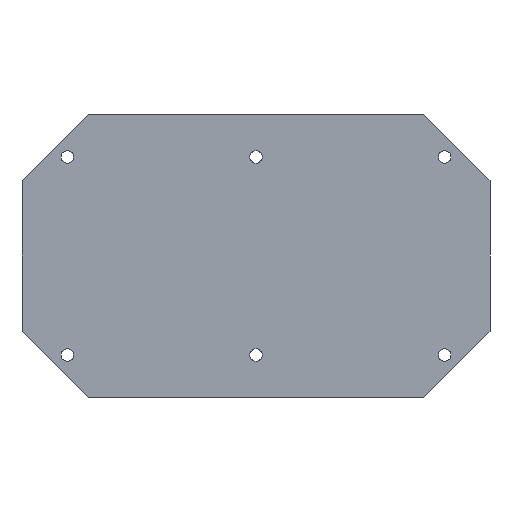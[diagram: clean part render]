
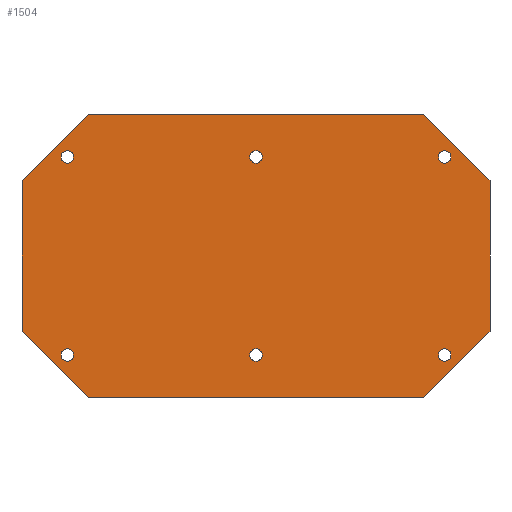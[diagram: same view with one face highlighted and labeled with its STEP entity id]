
A CAD part, front view. The second image highlights one B-rep face of the part: STEP entity #1504.
In plain terms, the highlighted planar face has unit normal (0, -1, 0).
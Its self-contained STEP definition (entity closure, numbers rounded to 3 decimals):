
#973=CARTESIAN_POINT('POINT57',(-226.06,0.,-190.5));
#974=VERTEX_POINT('VERTEX57',#973);
#981=CARTESIAN_POINT('POINT58',(-315.001,0.,-101.559
   ));
#982=VERTEX_POINT('VERTEX58',#981);
#983=CARTESIAN_POINT('POS113',(-226.06,0.,-190.5));
#984=DIRECTION('DIR192',(-0.707,0.,
   0.707));
#985=VECTOR('VEC34',#984,25.4);
#986=LINE('STRAIGHT34',#983,#985);
#987=EDGE_CURVE('EDGE82',#974,#982,#986,.T.);
#1004=CARTESIAN_POINT('POINT59',(-315.001,0.,101.559
   ));
#1005=VERTEX_POINT('VERTEX59',#1004);
#1006=CARTESIAN_POINT('POS116',(-315.001,0.,-101.559
   ));
#1007=DIRECTION('DIR196',(0.,0.,1.));
#1008=VECTOR('VEC36',#1007,25.4);
#1009=LINE('STRAIGHT36',#1006,#1008);
#1010=EDGE_CURVE('EDGE84',#982,#1005,#1009,.T.);
#1029=CARTESIAN_POINT('POINT60',(-226.06,0.,190.5));
#1030=VERTEX_POINT('VERTEX60',#1029);
#1031=CARTESIAN_POINT('POS119',(-315.001,0.,101.559)
   );
#1032=DIRECTION('DIR200',(0.707,0.,
   0.707));
#1033=VECTOR('VEC38',#1032,25.4);
#1034=LINE('STRAIGHT38',#1031,#1033);
#1035=EDGE_CURVE('EDGE86',#1005,#1030,#1034,.T.);
#1052=CARTESIAN_POINT('POINT61',(226.06,0.,190.5));
#1053=VERTEX_POINT('VERTEX61',#1052);
#1054=CARTESIAN_POINT('POS122',(-226.06,0.,190.5));
#1055=DIRECTION('DIR204',(1.,0.,0.));
#1056=VECTOR('VEC40',#1055,25.4);
#1057=LINE('STRAIGHT40',#1054,#1056);
#1058=EDGE_CURVE('EDGE88',#1030,#1053,#1057,.T.);
#1077=CARTESIAN_POINT('POINT62',(315.001,0.,101.559)
   );
#1078=VERTEX_POINT('VERTEX62',#1077);
#1079=CARTESIAN_POINT('POS125',(226.06,0.,190.5));
#1080=DIRECTION('DIR208',(0.707,0.,
   -0.707));
#1081=VECTOR('VEC42',#1080,25.4);
#1082=LINE('STRAIGHT42',#1079,#1081);
#1083=EDGE_CURVE('EDGE90',#1053,#1078,#1082,.T.);
#1100=CARTESIAN_POINT('POINT63',(315.001,0.,-101.559
   ));
#1101=VERTEX_POINT('VERTEX63',#1100);
#1102=CARTESIAN_POINT('POS128',(315.001,0.,101.559))
   ;
#1103=DIRECTION('DIR212',(0.,0.,-1.));
#1104=VECTOR('VEC44',#1103,25.4);
#1105=LINE('STRAIGHT44',#1102,#1104);
#1106=EDGE_CURVE('EDGE92',#1078,#1101,#1105,.T.);
#1125=CARTESIAN_POINT('POINT64',(226.06,0.,-190.5));
#1126=VERTEX_POINT('VERTEX64',#1125);
#1127=CARTESIAN_POINT('POS131',(315.001,0.,-101.559)
   );
#1128=DIRECTION('DIR216',(-0.707,0.,
   -0.707));
#1129=VECTOR('VEC46',#1128,25.4);
#1130=LINE('STRAIGHT46',#1127,#1129);
#1131=EDGE_CURVE('EDGE94',#1101,#1126,#1130,.T.);
#1150=CARTESIAN_POINT('POS134',(226.06,0.,-190.5));
#1151=DIRECTION('DIR220',(-1.,0.,0.));
#1152=VECTOR('VEC48',#1151,25.4);
#1153=LINE('STRAIGHT48',#1150,#1152);
#1154=EDGE_CURVE('EDGE96',#1126,#974,#1153,.T.);
#1165=CARTESIAN_POINT('POINT65',(245.669,0.,133.35));
#1166=VERTEX_POINT('VERTEX65',#1165);
#1174=CARTESIAN_POINT('POINT66',(262.331,0.,133.35));
#1175=VERTEX_POINT('VERTEX66',#1174);
#1182=CARTESIAN_POINT('POS138',(254.,0.,133.35));
#1183=DIRECTION('DIR225',(0.,1.,0.));
#1184=DIRECTION('DIR226',(-1.,0.,0.));
#1185=AXIS2_PLACEMENT_3D('AXIS88',#1182,#1183,#1184);
#1186=CIRCLE('ELLIPSE49',#1185,8.331);
#1187=EDGE_CURVE('EDGE99',#1166,#1175,#1186,.T.);
#1200=CARTESIAN_POINT('POS140',(254.,0.,133.35));
#1201=DIRECTION('DIR229',(0.,1.,0.));
#1202=DIRECTION('DIR230',(1.,0.,0.));
#1203=AXIS2_PLACEMENT_3D('AXIS90',#1200,#1201,#1202);
#1204=CIRCLE('ELLIPSE50',#1203,8.331);
#1205=EDGE_CURVE('EDGE100',#1175,#1166,#1204,.T.);
#1215=CARTESIAN_POINT('POINT67',(262.331,0.,-133.35));
#1216=VERTEX_POINT('VERTEX67',#1215);
#1224=CARTESIAN_POINT('POINT68',(245.669,0.,-133.35));
#1225=VERTEX_POINT('VERTEX68',#1224);
#1232=CARTESIAN_POINT('POS144',(254.,0.,-133.35));
#1233=DIRECTION('DIR235',(0.,-1.,0.));
#1234=DIRECTION('DIR236',(-1.,0.,0.));
#1235=AXIS2_PLACEMENT_3D('AXIS92',#1232,#1233,#1234);
#1236=CIRCLE('ELLIPSE51',#1235,8.331);
#1237=EDGE_CURVE('EDGE103',#1225,#1216,#1236,.T.);
#1250=CARTESIAN_POINT('POS146',(254.,0.,-133.35));
#1251=DIRECTION('DIR239',(0.,-1.,0.));
#1252=DIRECTION('DIR240',(1.,0.,0.));
#1253=AXIS2_PLACEMENT_3D('AXIS94',#1250,#1251,#1252);
#1254=CIRCLE('ELLIPSE52',#1253,8.331);
#1255=EDGE_CURVE('EDGE104',#1216,#1225,#1254,.T.);
#1265=CARTESIAN_POINT('POINT69',(8.331,0.,
   -133.35));
#1266=VERTEX_POINT('VERTEX69',#1265);
#1274=CARTESIAN_POINT('POINT70',(-8.331,0.,
   -133.35));
#1275=VERTEX_POINT('VERTEX70',#1274);
#1282=CARTESIAN_POINT('POS150',(0.,0.,-133.35));
#1283=DIRECTION('DIR245',(0.,-1.,0.));
#1284=DIRECTION('DIR246',(-1.,0.,0.));
#1285=AXIS2_PLACEMENT_3D('AXIS96',#1282,#1283,#1284);
#1286=CIRCLE('ELLIPSE53',#1285,8.331);
#1287=EDGE_CURVE('EDGE107',#1275,#1266,#1286,.T.);
#1300=CARTESIAN_POINT('POS152',(0.,0.,-133.35));
#1301=DIRECTION('DIR249',(0.,-1.,0.));
#1302=DIRECTION('DIR250',(1.,0.,0.));
#1303=AXIS2_PLACEMENT_3D('AXIS98',#1300,#1301,#1302);
#1304=CIRCLE('ELLIPSE54',#1303,8.331);
#1305=EDGE_CURVE('EDGE108',#1266,#1275,#1304,.T.);
#1315=CARTESIAN_POINT('POINT71',(-245.669,0.,-133.35));
#1316=VERTEX_POINT('VERTEX71',#1315);
#1324=CARTESIAN_POINT('POINT72',(-262.331,0.,-133.35));
#1325=VERTEX_POINT('VERTEX72',#1324);
#1332=CARTESIAN_POINT('POS156',(-254.,0.,-133.35));
#1333=DIRECTION('DIR255',(0.,-1.,0.));
#1334=DIRECTION('DIR256',(-1.,0.,0.));
#1335=AXIS2_PLACEMENT_3D('AXIS100',#1332,#1333,#1334);
#1336=CIRCLE('ELLIPSE55',#1335,8.331);
#1337=EDGE_CURVE('EDGE111',#1325,#1316,#1336,.T.);
#1350=CARTESIAN_POINT('POS158',(-254.,0.,-133.35));
#1351=DIRECTION('DIR259',(0.,-1.,0.));
#1352=DIRECTION('DIR260',(1.,0.,0.));
#1353=AXIS2_PLACEMENT_3D('AXIS102',#1350,#1351,#1352);
#1354=CIRCLE('ELLIPSE56',#1353,8.331);
#1355=EDGE_CURVE('EDGE112',#1316,#1325,#1354,.T.);
#1365=CARTESIAN_POINT('POINT73',(-8.331,0.,
   133.35));
#1366=VERTEX_POINT('VERTEX73',#1365);
#1374=CARTESIAN_POINT('POINT74',(8.331,0.,
   133.35));
#1375=VERTEX_POINT('VERTEX74',#1374);
#1382=CARTESIAN_POINT('POS162',(0.,0.,133.35));
#1383=DIRECTION('DIR265',(0.,1.,0.));
#1384=DIRECTION('DIR266',(-1.,0.,0.));
#1385=AXIS2_PLACEMENT_3D('AXIS104',#1382,#1383,#1384);
#1386=CIRCLE('ELLIPSE57',#1385,8.331);
#1387=EDGE_CURVE('EDGE115',#1366,#1375,#1386,.T.);
#1400=CARTESIAN_POINT('POS164',(0.,0.,133.35));
#1401=DIRECTION('DIR269',(0.,1.,0.));
#1402=DIRECTION('DIR270',(1.,0.,0.));
#1403=AXIS2_PLACEMENT_3D('AXIS106',#1400,#1401,#1402);
#1404=CIRCLE('ELLIPSE58',#1403,8.331);
#1405=EDGE_CURVE('EDGE116',#1375,#1366,#1404,.T.);
#1415=CARTESIAN_POINT('POINT75',(-262.331,0.,133.35));
#1416=VERTEX_POINT('VERTEX75',#1415);
#1424=CARTESIAN_POINT('POINT76',(-245.669,0.,133.35));
#1425=VERTEX_POINT('VERTEX76',#1424);
#1432=CARTESIAN_POINT('POS168',(-254.,0.,133.35));
#1433=DIRECTION('DIR275',(0.,1.,0.));
#1434=DIRECTION('DIR276',(-1.,0.,0.));
#1435=AXIS2_PLACEMENT_3D('AXIS108',#1432,#1433,#1434);
#1436=CIRCLE('ELLIPSE59',#1435,8.331);
#1437=EDGE_CURVE('EDGE119',#1416,#1425,#1436,.T.);
#1450=CARTESIAN_POINT('POS170',(-254.,0.,133.35));
#1451=DIRECTION('DIR279',(0.,1.,0.));
#1452=DIRECTION('DIR280',(1.,0.,0.));
#1453=AXIS2_PLACEMENT_3D('AXIS110',#1450,#1451,#1452);
#1454=CIRCLE('ELLIPSE60',#1453,8.331);
#1455=EDGE_CURVE('EDGE120',#1425,#1416,#1454,.T.);
#1465=ORIENTED_EDGE('COEDGE221',*,*,#1455,.T.);
#1466=ORIENTED_EDGE('COEDGE222',*,*,#1437,.T.);
#1467=EDGE_LOOP('NONE',(#1465,#1466));
#1468=FACE_BOUND('LOOP1',#1467,.T.);
#1469=ORIENTED_EDGE('COEDGE223',*,*,#1405,.T.);
#1470=ORIENTED_EDGE('COEDGE224',*,*,#1387,.T.);
#1471=EDGE_LOOP('NONE',(#1469,#1470));
#1472=FACE_BOUND('LOOP1',#1471,.T.);
#1473=ORIENTED_EDGE('COEDGE225',*,*,#1355,.F.);
#1474=ORIENTED_EDGE('COEDGE226',*,*,#1337,.F.);
#1475=EDGE_LOOP('NONE',(#1473,#1474));
#1476=FACE_BOUND('LOOP1',#1475,.T.);
#1477=ORIENTED_EDGE('COEDGE227',*,*,#1305,.F.);
#1478=ORIENTED_EDGE('COEDGE228',*,*,#1287,.F.);
#1479=EDGE_LOOP('NONE',(#1477,#1478));
#1480=FACE_BOUND('LOOP1',#1479,.T.);
#1481=ORIENTED_EDGE('COEDGE229',*,*,#1255,.F.);
#1482=ORIENTED_EDGE('COEDGE230',*,*,#1237,.F.);
#1483=EDGE_LOOP('NONE',(#1481,#1482));
#1484=FACE_BOUND('LOOP1',#1483,.T.);
#1485=ORIENTED_EDGE('COEDGE231',*,*,#1205,.T.);
#1486=ORIENTED_EDGE('COEDGE232',*,*,#1187,.T.);
#1487=EDGE_LOOP('NONE',(#1485,#1486));
#1488=FACE_BOUND('LOOP1',#1487,.T.);
#1489=ORIENTED_EDGE('COEDGE233',*,*,#1154,.F.);
#1490=ORIENTED_EDGE('COEDGE234',*,*,#1131,.F.);
#1491=ORIENTED_EDGE('COEDGE235',*,*,#1106,.F.);
#1492=ORIENTED_EDGE('COEDGE236',*,*,#1083,.F.);
#1493=ORIENTED_EDGE('COEDGE237',*,*,#1058,.F.);
#1494=ORIENTED_EDGE('COEDGE238',*,*,#1035,.F.);
#1495=ORIENTED_EDGE('COEDGE239',*,*,#1010,.F.);
#1496=ORIENTED_EDGE('COEDGE240',*,*,#987,.F.);
#1497=EDGE_LOOP('NONE',(#1489,#1490,#1491,#1492,#1493,#1494,#1495,#1496)
   );
#1498=FACE_BOUND('LOOP1',#1497,.T.);
#1499=CARTESIAN_POINT('POS172',(0.,0.,0.));
#1500=DIRECTION('DIR283',(0.,1.,0.));
#1501=DIRECTION('DIR284',(1.,0.,0.));
#1502=AXIS2_PLACEMENT_3D('AXIS112',#1499,#1500,#1501);
#1503=PLANE('PLANE16',#1502);
#1504=ADVANCED_FACE('FACE52',(#1468,#1472,#1476,#1480,#1484,#1488,#1498)
   ,#1503,.F.);
